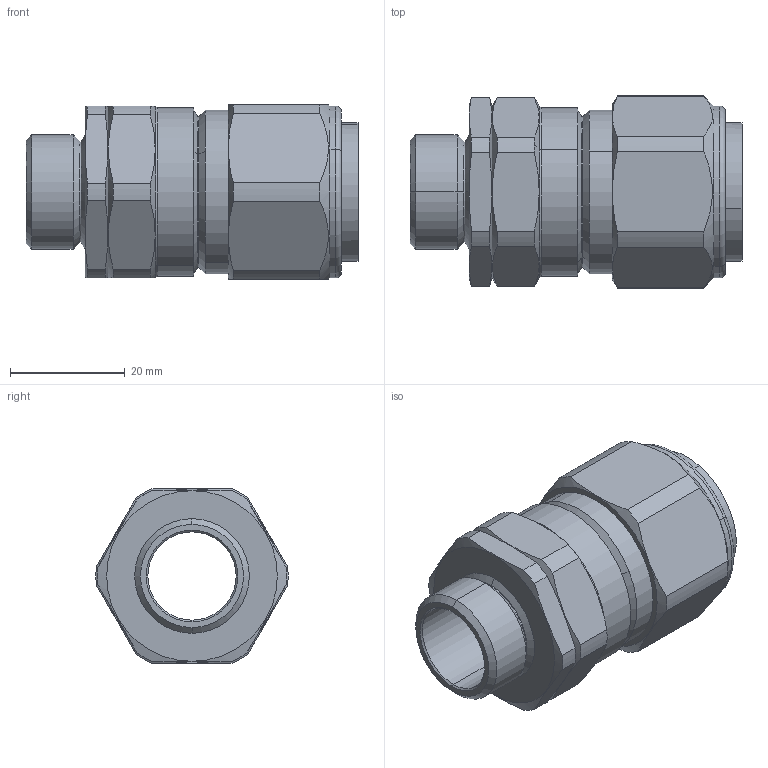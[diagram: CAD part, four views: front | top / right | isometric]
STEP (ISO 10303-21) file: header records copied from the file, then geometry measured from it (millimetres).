
FILE_DESCRIPTION (( 'STEP AP203' ), '1' );
FILE_NAME ('CX 20.step', '2015-12-01T15:39:20', ( 'bel_it' ), ( '' ), 'SwSTEP 2.0', 'SolidWorks 2014', '' );
FILE_SCHEMA (( 'CONFIG_CONTROL_DESIGN' ));
Length unit declared in the file: millimetre
Products named in the file (1): CX 20
Bounding box: 57.95 x 33.53 x 30.5 mm (x, y, z)
Surface area: 8856.2 mm2 (no closed solid volume)
Topology: 0 solids, 5 shells, 105 faces, 262 edges, 163 vertices
Faces by surface type: cone 41, cylinder 34, plane 24, torus 6
Entity records: 3450 total; most frequent: CARTESIAN_POINT 887, DIRECTION 543, ORIENTED_EDGE 504, EDGE_CURVE 262, AXIS2_PLACEMENT_3D 231, VERTEX_POINT 163, CIRCLE 125, EDGE_LOOP 111
